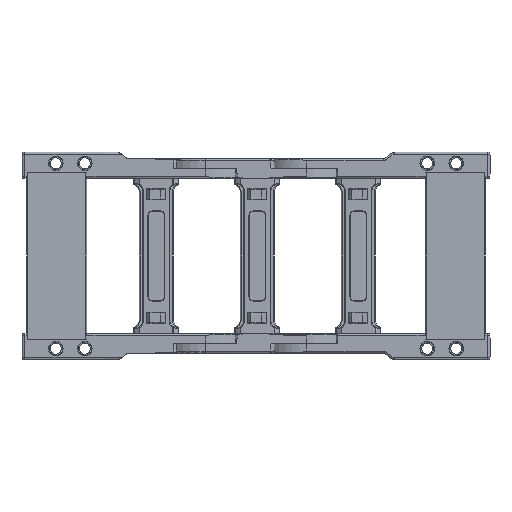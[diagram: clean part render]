
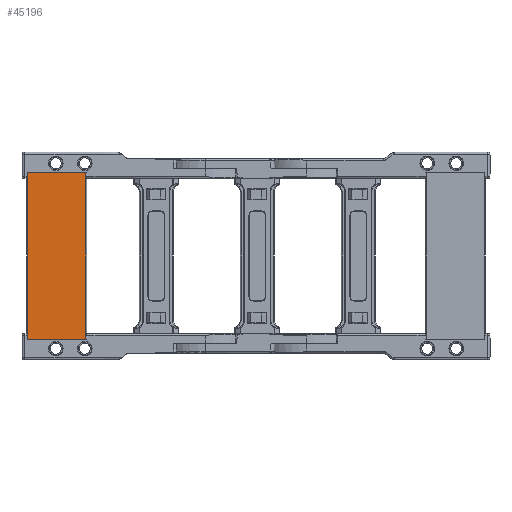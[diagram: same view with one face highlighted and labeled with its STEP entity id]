
A CAD part, front view. The second image highlights one B-rep face of the part: STEP entity #45196.
In plain terms, the highlighted planar face has unit normal (0, -1, 0).
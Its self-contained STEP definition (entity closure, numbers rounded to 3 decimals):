
#2592 = LINE ( 'NONE', #73715, #116048 ) ;
#4282 = CARTESIAN_POINT ( 'NONE',  ( -256.749, -23.319, 208.259 ) ) ;
#4385 = VERTEX_POINT ( 'NONE', #60182 ) ;
#9212 = LINE ( 'NONE', #51711, #93542 ) ;
#13729 = LINE ( 'NONE', #132794, #41384 ) ;
#25096 = PLANE ( 'NONE',  #134317 ) ;
#32873 = EDGE_LOOP ( 'NONE', ( #112640, #75322, #88972, #128827 ) ) ;
#34247 = CARTESIAN_POINT ( 'NONE',  ( -256.749, -23.319, 121.819 ) ) ;
#41384 = VECTOR ( 'NONE', #66929, 1000. ) ;
#45196 = ADVANCED_FACE ( 'NONE', ( #46487 ), #25096, .F. ) ;
#46487 = FACE_OUTER_BOUND ( 'NONE', #32873, .T. ) ;
#51711 = CARTESIAN_POINT ( 'NONE',  ( -256.749, -23.319, 121.819 ) ) ;
#55427 = EDGE_CURVE ( 'NONE', #69201, #103245, #9212, .T. ) ;
#60182 = CARTESIAN_POINT ( 'NONE',  ( -286.985, -23.319, 208.259 ) ) ;
#60881 = DIRECTION ( 'NONE',  ( -1., 0., 0. ) ) ;
#66929 = DIRECTION ( 'NONE',  ( 0., 0., -1. ) ) ;
#69201 = VERTEX_POINT ( 'NONE', #34247 ) ;
#73715 = CARTESIAN_POINT ( 'NONE',  ( -256.749, -23.319, 208.259 ) ) ;
#74680 = VERTEX_POINT ( 'NONE', #4282 ) ;
#75322 = ORIENTED_EDGE ( 'NONE', *, *, #84950, .T. ) ;
#79451 = DIRECTION ( 'NONE',  ( 1., 0., 0. ) ) ;
#80706 = CARTESIAN_POINT ( 'NONE',  ( -286.985, -23.319, 168.259 ) ) ;
#84950 = EDGE_CURVE ( 'NONE', #74680, #4385, #2592, .T. ) ;
#88972 = ORIENTED_EDGE ( 'NONE', *, *, #134640, .T. ) ;
#93140 = DIRECTION ( 'NONE',  ( 0., 0., -1. ) ) ;
#93542 = VECTOR ( 'NONE', #60881, 1000. ) ;
#102054 = DIRECTION ( 'NONE',  ( 0., 1., 0. ) ) ;
#102909 = VECTOR ( 'NONE', #93140, 1000. ) ;
#103245 = VERTEX_POINT ( 'NONE', #110715 ) ;
#109735 = LINE ( 'NONE', #80706, #102909 ) ;
#110715 = CARTESIAN_POINT ( 'NONE',  ( -286.985, -23.319, 121.819 ) ) ;
#112640 = ORIENTED_EDGE ( 'NONE', *, *, #132695, .F. ) ;
#116048 = VECTOR ( 'NONE', #118394, 1000. ) ;
#118394 = DIRECTION ( 'NONE',  ( -1., 0., 0. ) ) ;
#128827 = ORIENTED_EDGE ( 'NONE', *, *, #55427, .F. ) ;
#132695 = EDGE_CURVE ( 'NONE', #74680, #69201, #13729, .T. ) ;
#132794 = CARTESIAN_POINT ( 'NONE',  ( -256.749, -23.319, 168.259 ) ) ;
#134231 = CARTESIAN_POINT ( 'NONE',  ( -256.749, -23.319, 168.259 ) ) ;
#134317 = AXIS2_PLACEMENT_3D ( 'NONE', #134231, #102054, #79451 ) ;
#134640 = EDGE_CURVE ( 'NONE', #4385, #103245, #109735, .T. ) ;
